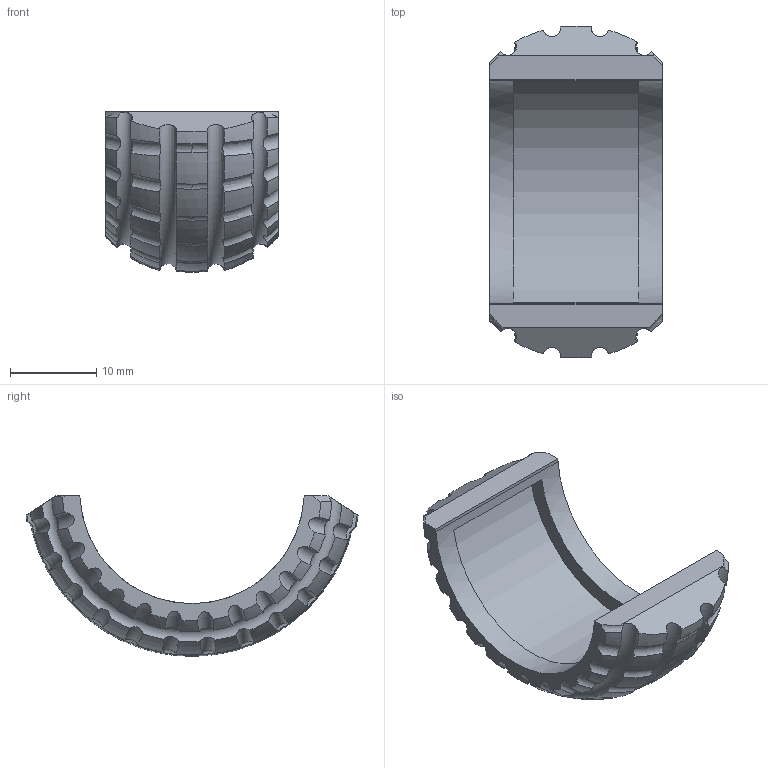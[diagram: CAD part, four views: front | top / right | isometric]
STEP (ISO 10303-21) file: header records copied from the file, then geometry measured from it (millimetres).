
FILE_DESCRIPTION( ( '' ), ' ' );
FILE_NAME( '5ee9687394b332156d5f36e3.step', '2020-06-17T00:48:52', ( '' ), ( '' ), ' ', ' ', ' ' );
FILE_SCHEMA( ( 'AUTOMOTIVE_DESIGN { 1 0 10303 214 1 1 1 1 }' ) );
Length unit declared in the file: metre
Products named in the file (1): foot
Bounding box: 20 x 38.47 x 18.58 mm (x, y, z)
Volume: 3211.8 mm3; surface area: 2817.3 mm2
Topology: 1 solids, 1 shells, 159 faces, 468 edges, 312 vertices
Faces by surface type: bspline 65, torus 54, revolution 26, plane 12, cylinder 2
Entity records: 9501 total; most frequent: CARTESIAN_POINT 4633, ORIENTED_EDGE 936, DIRECTION 494, EDGE_CURVE 468, VERTEX_POINT 330, B_SPLINE_CURVE_WITH_KNOTS 292, AXIS2_PLACEMENT_3D 223, EDGE_LOOP 160
